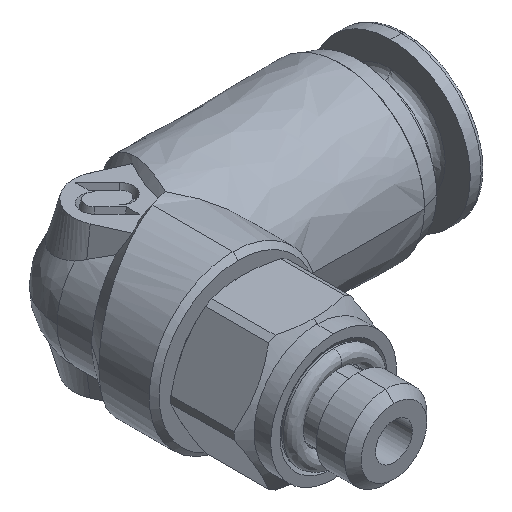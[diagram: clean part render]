
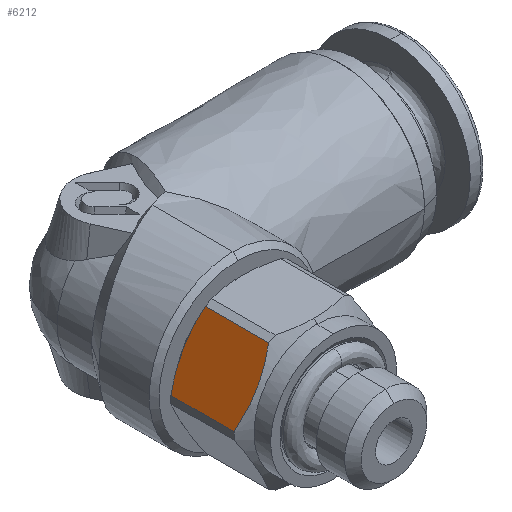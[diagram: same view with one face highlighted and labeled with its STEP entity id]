
A CAD part, isometric view. The second image highlights one B-rep face of the part: STEP entity #6212.
In plain terms, the highlighted free-form (B-spline) face has degree [1, 1] with [2, 2] control points.
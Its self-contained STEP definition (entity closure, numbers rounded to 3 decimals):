
#63 = CARTESIAN_POINT ( 'NONE',  ( -2.78, -11.232, 3.185 ) ) ;
#75 = CARTESIAN_POINT ( 'NONE',  ( -4.276, -11.176, 0.594 ) ) ;
#168 = CARTESIAN_POINT ( 'NONE',  ( -4.495, -7.289, 0.215 ) ) ;
#356 = EDGE_CURVE ( 'NONE', #731, #1936, #1529, .T. ) ;
#424 = CARTESIAN_POINT ( 'NONE',  ( -2.433, -11.068, 3.785 ) ) ;
#439 = CARTESIAN_POINT ( 'NONE',  ( -2.433, -7.289, 3.785 ) ) ;
#569 = CARTESIAN_POINT ( 'NONE',  ( -4.495, -11.068, 0.215 ) ) ;
#592 = CARTESIAN_POINT ( 'NONE',  ( -3.995, -11.276, 1.081 ) ) ;
#631 = CARTESIAN_POINT ( 'NONE',  ( -4.406, -11.115, 0.368 ) ) ;
#731 = VERTEX_POINT ( 'NONE', #4966 ) ;
#854 = CARTESIAN_POINT ( 'NONE',  ( -3.907, -7.056, 1.232 ) ) ;
#882 = B_SPLINE_CURVE_WITH_KNOTS ( 'NONE', 3,
 ( #569, #631, #75, #4555, #3562, #1077, #4102, #592, #3090, #4067, #1645, #1099, #2609, #1580, #3131, #1660, #5069, #63, #5643, #3627 ),
 .UNSPECIFIED., .F., .F.,
 ( 4, 1, 1, 1, 2, 2, 2, 1, 1, 1, 2, 2, 4 ),
 ( 0., 0.125, 0.188, 0.219, 0.234, 0.25, 0.5, 0.625, 0.688, 0.719, 0.734, 0.75, 1. ),
 .UNSPECIFIED. ) ;
#985 = CARTESIAN_POINT ( 'NONE',  ( -2.433, -6.974, 3.785 ) ) ;
#987 = CARTESIAN_POINT ( 'NONE',  ( -3.464, -7., 2. ) ) ;
#1021 = CARTESIAN_POINT ( 'NONE',  ( -2.433, -7.289, 3.785 ) ) ;
#1077 = CARTESIAN_POINT ( 'NONE',  ( -4.025, -11.267, 1.029 ) ) ;
#1099 = CARTESIAN_POINT ( 'NONE',  ( -3.248, -11.346, 2.374 ) ) ;
#1152 = B_SPLINE_CURVE_WITH_KNOTS ( 'NONE', 1,
 ( #424, #1021 ),
 .UNSPECIFIED., .F., .F.,
 ( 2, 2 ),
 ( 0., 1. ),
 .UNSPECIFIED. ) ;
#1212 = CARTESIAN_POINT ( 'NONE',  ( -4.495, -11.068, 0.215 ) ) ;
#1364 = CARTESIAN_POINT ( 'NONE',  ( -4.317, -7.195, 0.522 ) ) ;
#1529 = B_SPLINE_CURVE_WITH_KNOTS ( 'NONE', 1,
 ( #168, #1212 ),
 .UNSPECIFIED., .F., .F.,
 ( 2, 2 ),
 ( 0., 1. ),
 .UNSPECIFIED. ) ;
#1562 = CARTESIAN_POINT ( 'NONE',  ( -2.902, -7.089, 2.973 ) ) ;
#1580 = CARTESIAN_POINT ( 'NONE',  ( -3.02, -11.3, 2.77 ) ) ;
#1645 = CARTESIAN_POINT ( 'NONE',  ( -3.377, -11.356, 2.151 ) ) ;
#1658 = ORIENTED_EDGE ( 'NONE', *, *, #4963, .T. ) ;
#1660 = CARTESIAN_POINT ( 'NONE',  ( -2.965, -11.285, 2.865 ) ) ;
#1712 = EDGE_CURVE ( 'NONE', #1936, #5137, #882, .T. ) ;
#1741 = CARTESIAN_POINT ( 'NONE',  ( -2.433, -11.068, 3.785 ) ) ;
#1936 = VERTEX_POINT ( 'NONE', #4461 ) ;
#1947 = CARTESIAN_POINT ( 'NONE',  ( -2.433, -11.398, 3.785 ) ) ;
#1972 = CARTESIAN_POINT ( 'NONE',  ( -3.12, -7.026, 2.596 ) ) ;
#2052 = EDGE_CURVE ( 'NONE', #5137, #5247, #1152, .T. ) ;
#2241 = ORIENTED_EDGE ( 'NONE', *, *, #3774, .T. ) ;
#2291 = CARTESIAN_POINT ( 'NONE',  ( -3.831, -7.038, 1.365 ) ) ;
#2460 = EDGE_LOOP ( 'NONE', ( #5495, #1658, #2241, #4625, #2866 ) ) ;
#2524 = CARTESIAN_POINT ( 'NONE',  ( -2.923, -7.083, 2.937 ) ) ;
#2609 = CARTESIAN_POINT ( 'NONE',  ( -3.096, -11.318, 2.637 ) ) ;
#2804 = CARTESIAN_POINT ( 'NONE',  ( -3.549, -7., 1.852 ) ) ;
#2853 = CARTESIAN_POINT ( 'NONE',  ( -2.433, -7.289, 3.785 ) ) ;
#2866 = ORIENTED_EDGE ( 'NONE', *, *, #1712, .T. ) ;
#3018 = VERTEX_POINT ( 'NONE', #3165 ) ;
#3090 = CARTESIAN_POINT ( 'NONE',  ( -3.807, -11.331, 1.406 ) ) ;
#3131 = CARTESIAN_POINT ( 'NONE',  ( -2.987, -11.291, 2.827 ) ) ;
#3165 = CARTESIAN_POINT ( 'NONE',  ( -3.464, -7., 2. ) ) ;
#3268 = CARTESIAN_POINT ( 'NONE',  ( -4.147, -7.124, 0.817 ) ) ;
#3347 = B_SPLINE_CURVE_WITH_KNOTS ( 'NONE', 3,
 ( #5775, #2804, #6342, #2291, #854, #4261, #6250, #4322, #3268, #1364, #4841 ),
 .UNSPECIFIED., .F., .F.,
 ( 4, 1, 1, 1, 2, 2, 4 ),
 ( 0., 0.25, 0.375, 0.437, 0.469, 0.5, 1. ),
 .UNSPECIFIED. ) ;
#3477 = CARTESIAN_POINT ( 'NONE',  ( -4.495, -6.974, 0.215 ) ) ;
#3562 = CARTESIAN_POINT ( 'NONE',  ( -4.056, -11.258, 0.975 ) ) ;
#3624 = FACE_OUTER_BOUND ( 'NONE', #2460, .T. ) ;
#3627 = CARTESIAN_POINT ( 'NONE',  ( -2.433, -11.068, 3.785 ) ) ;
#3774 = EDGE_CURVE ( 'NONE', #3018, #731, #3347, .T. ) ;
#3835 = CARTESIAN_POINT ( 'NONE',  ( -2.522, -7.242, 3.632 ) ) ;
#4067 = CARTESIAN_POINT ( 'NONE',  ( -3.632, -11.356, 1.709 ) ) ;
#4102 = CARTESIAN_POINT ( 'NONE',  ( -4.004, -11.274, 1.064 ) ) ;
#4243 = B_SPLINE_CURVE_WITH_KNOTS ( 'NONE', 3,
 ( #439, #3835, #4467, #4980, #5496, #1562, #2524, #6469, #1972, #5000, #987 ),
 .UNSPECIFIED., .F., .F.,
 ( 4, 1, 1, 1, 2, 2, 4 ),
 ( 0., 0.25, 0.375, 0.438, 0.469, 0.5, 1. ),
 .UNSPECIFIED. ) ;
#4261 = CARTESIAN_POINT ( 'NONE',  ( -3.94, -7.065, 1.175 ) ) ;
#4271 = B_SPLINE_SURFACE_WITH_KNOTS ( 'NONE', 1, 1, ( 
 ( #4466, #3477 ),
 ( #1947, #985 ) ),
 .UNSPECIFIED., .F., .F., .F.,
 ( 2, 2 ),
 ( 2, 2 ),
 ( 0., 1. ),
 ( 0., 1. ),
 .UNSPECIFIED. ) ;
#4322 = CARTESIAN_POINT ( 'NONE',  ( -3.974, -7.074, 1.117 ) ) ;
#4461 = CARTESIAN_POINT ( 'NONE',  ( -4.495, -11.068, 0.215 ) ) ;
#4466 = CARTESIAN_POINT ( 'NONE',  ( -4.495, -11.398, 0.215 ) ) ;
#4467 = CARTESIAN_POINT ( 'NONE',  ( -2.652, -7.18, 3.406 ) ) ;
#4555 = CARTESIAN_POINT ( 'NONE',  ( -4.128, -11.233, 0.85 ) ) ;
#4625 = ORIENTED_EDGE ( 'NONE', *, *, #356, .T. ) ;
#4841 = CARTESIAN_POINT ( 'NONE',  ( -4.495, -7.289, 0.215 ) ) ;
#4963 = EDGE_CURVE ( 'NONE', #5247, #3018, #4243, .T. ) ;
#4966 = CARTESIAN_POINT ( 'NONE',  ( -4.495, -7.289, 0.215 ) ) ;
#4980 = CARTESIAN_POINT ( 'NONE',  ( -2.799, -7.124, 3.151 ) ) ;
#5000 = CARTESIAN_POINT ( 'NONE',  ( -3.293, -7., 2.296 ) ) ;
#5069 = CARTESIAN_POINT ( 'NONE',  ( -2.953, -11.282, 2.885 ) ) ;
#5137 = VERTEX_POINT ( 'NONE', #1741 ) ;
#5247 = VERTEX_POINT ( 'NONE', #2853 ) ;
#5495 = ORIENTED_EDGE ( 'NONE', *, *, #2052, .T. ) ;
#5496 = CARTESIAN_POINT ( 'NONE',  ( -2.872, -7.099, 3.026 ) ) ;
#5643 = CARTESIAN_POINT ( 'NONE',  ( -2.61, -11.161, 3.479 ) ) ;
#5775 = CARTESIAN_POINT ( 'NONE',  ( -3.464, -7., 2. ) ) ;
#6212 = ADVANCED_FACE ( 'NONE', ( #3624 ), #4271, .T. ) ;
#6250 = CARTESIAN_POINT ( 'NONE',  ( -3.962, -7.071, 1.137 ) ) ;
#6342 = CARTESIAN_POINT ( 'NONE',  ( -3.678, -7.01, 1.629 ) ) ;
#6469 = CARTESIAN_POINT ( 'NONE',  ( -2.932, -7.08, 2.921 ) ) ;
